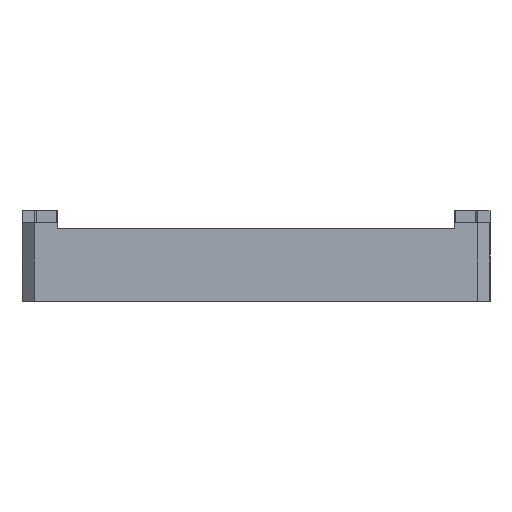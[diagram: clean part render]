
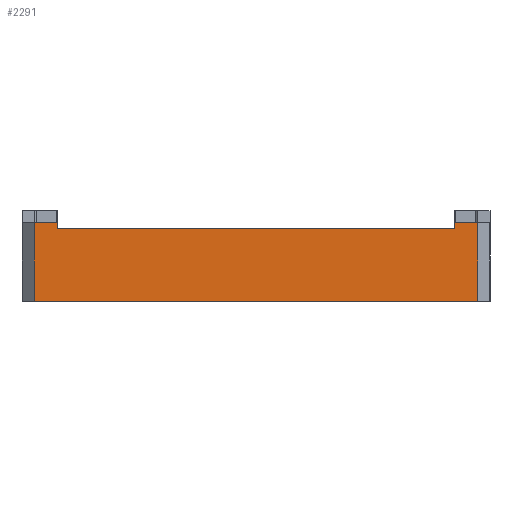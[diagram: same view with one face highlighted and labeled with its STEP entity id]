
A CAD part, left-side view. The second image highlights one B-rep face of the part: STEP entity #2291.
In plain terms, the highlighted planar face has unit normal (-1, 0, 0).
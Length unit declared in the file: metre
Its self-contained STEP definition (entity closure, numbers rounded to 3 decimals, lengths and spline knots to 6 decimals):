
#280=ORIENTED_EDGE('',*,*,#774,.F.);
#281=ORIENTED_EDGE('',*,*,#838,.T.);
#282=ORIENTED_EDGE('',*,*,#839,.T.);
#283=ORIENTED_EDGE('',*,*,#840,.T.);
#284=ORIENTED_EDGE('',*,*,#712,.T.);
#285=ORIENTED_EDGE('',*,*,#841,.F.);
#286=ORIENTED_EDGE('',*,*,#842,.T.);
#287=ORIENTED_EDGE('',*,*,#843,.T.);
#712=EDGE_CURVE('',#1037,#1036,#1252,.T.);
#774=EDGE_CURVE('',#1098,#1099,#1314,.T.);
#838=EDGE_CURVE('',#1098,#1132,#1378,.T.);
#839=EDGE_CURVE('',#1132,#1133,#1379,.T.);
#840=EDGE_CURVE('',#1133,#1037,#1380,.T.);
#841=EDGE_CURVE('',#1134,#1036,#1381,.T.);
#842=EDGE_CURVE('',#1134,#1135,#1382,.T.);
#843=EDGE_CURVE('',#1135,#1099,#1383,.T.);
#1036=VERTEX_POINT('',#3189);
#1037=VERTEX_POINT('',#3191);
#1098=VERTEX_POINT('',#3316);
#1099=VERTEX_POINT('',#3318);
#1132=VERTEX_POINT('',#3455);
#1133=VERTEX_POINT('',#3457);
#1134=VERTEX_POINT('',#3460);
#1135=VERTEX_POINT('',#3462);
#1252=LINE('',#3190,#1576);
#1314=LINE('',#3317,#1638);
#1378=LINE('',#3454,#1702);
#1379=LINE('',#3456,#1703);
#1380=LINE('',#3458,#1704);
#1381=LINE('',#3459,#1705);
#1382=LINE('',#3461,#1706);
#1383=LINE('',#3463,#1707);
#1576=VECTOR('',#2565,1.);
#1638=VECTOR('',#2633,1.);
#1702=VECTOR('',#2777,1.);
#1703=VECTOR('',#2778,1.);
#1704=VECTOR('',#2779,1.);
#1705=VECTOR('',#2780,1.);
#1706=VECTOR('',#2781,1.);
#1707=VECTOR('',#2782,1.);
#1905=EDGE_LOOP('',(#280,#281,#282,#283,#284,#285,#286,#287));
#2043=FACE_BOUND('',#1905,.T.);
#2167=PLANE('',#2428);
#2291=ADVANCED_FACE('',(#2043),#2167,.T.);
#2428=AXIS2_PLACEMENT_3D('',#3453,#2775,#2776);
#2565=DIRECTION('',(0.,1.,0.));
#2633=DIRECTION('',(0.,1.,0.));
#2775=DIRECTION('',(-1.,0.,0.));
#2776=DIRECTION('',(0.,1.,0.));
#2777=DIRECTION('',(0.,0.,1.));
#2778=DIRECTION('',(0.,1.,0.));
#2779=DIRECTION('',(0.,0.,-1.));
#2780=DIRECTION('',(0.,0.,-1.));
#2781=DIRECTION('',(0.,1.,0.));
#2782=DIRECTION('',(0.,0.,-1.));
#3189=CARTESIAN_POINT('',(-0.063563,0.049406,0.002));
#3190=CARTESIAN_POINT('',(-0.063563,-0.055356,0.002));
#3191=CARTESIAN_POINT('',(-0.063563,-0.049406,0.002));
#3316=CARTESIAN_POINT('',(-0.063563,-0.055356,-0.0161));
#3317=CARTESIAN_POINT('',(-0.063563,-0.055356,-0.0161));
#3318=CARTESIAN_POINT('',(-0.063563,0.055356,-0.0161));
#3453=CARTESIAN_POINT('',(-0.063563,-0.055356,0.));
#3454=CARTESIAN_POINT('',(-0.063563,-0.055356,0.));
#3455=CARTESIAN_POINT('',(-0.063563,-0.055356,0.0035));
#3456=CARTESIAN_POINT('',(-0.063563,-0.055356,0.0035));
#3457=CARTESIAN_POINT('',(-0.063563,-0.049406,0.0035));
#3458=CARTESIAN_POINT('',(-0.063563,-0.049406,0.));
#3459=CARTESIAN_POINT('',(-0.063563,0.049406,0.));
#3460=CARTESIAN_POINT('',(-0.063563,0.049406,0.0035));
#3461=CARTESIAN_POINT('',(-0.063563,-0.055356,0.0035));
#3462=CARTESIAN_POINT('',(-0.063563,0.055356,0.0035));
#3463=CARTESIAN_POINT('',(-0.063563,0.055356,0.));
